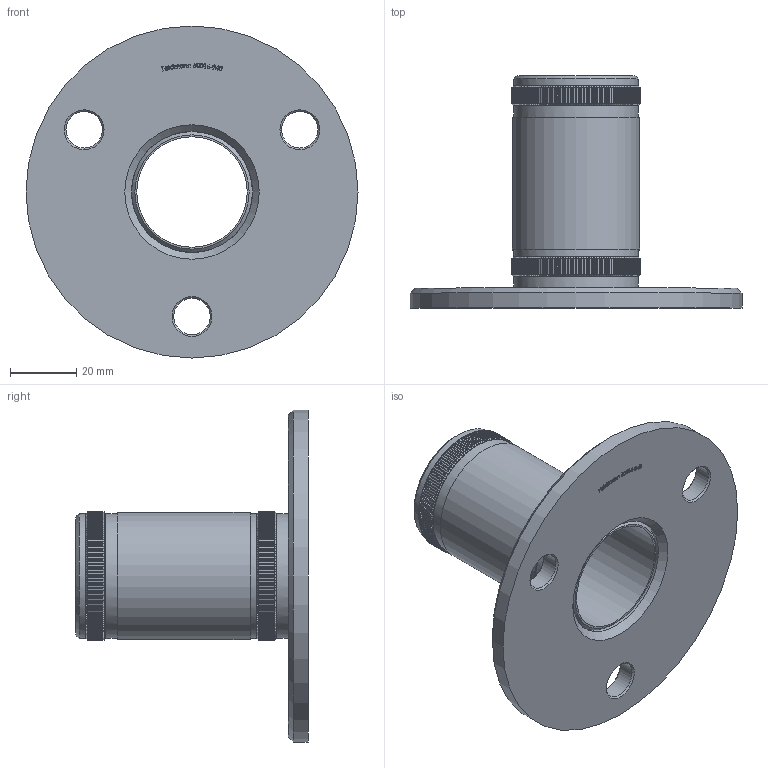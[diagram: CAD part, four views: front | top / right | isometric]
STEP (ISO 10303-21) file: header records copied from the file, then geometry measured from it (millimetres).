
FILE_DESCRIPTION (( 'STEP AP203' ), '1' );
FILE_NAME ('50016-240.step', '2019-10-17T06:39:07', ( '' ), ( '' ), 'SwSTEP 2.0', 'SolidWorks 2015', '' );
FILE_SCHEMA (( 'CONFIG_CONTROL_DESIGN' ));
Length unit declared in the file: millimetre
Products named in the file (5): 500XX-240 Konfig_50016-240 Teil1; 500XX-240 Teil2 Konfig_50016-240 Teil2 ; 500XX-240 Teil2 Konfig; 500XX-240 Konfig; 50016-240
Assembly tree (2 placements, depth 2):
  500XX-240 Teil2 Konfig
  500XX-240 Konfig
  50016-240
    500XX-240 Konfig_50016-240 Teil1
    500XX-240 Teil2 Konfig_50016-240 Teil2 
Bounding box: 100 x 70 x 100 mm (x, y, z)
Volume: 56515.6 mm3; surface area: 33009.6 mm2
Topology: 2 solids, 2 shells, 2644 faces, 7222 edges, 4610 vertices
Faces by surface type: plane 1324, cylinder 612, cone 610, bspline 98
Full cylindrical faces by diameter (mm): 11 x3, 33.3 x1, 36.4 x1, 36.5 x1, 37.5 x4, 38.3 x1, 100 x1
Entity records: 91419 total; most frequent: CARTESIAN_POINT 24574, ORIENTED_EDGE 14400, DIRECTION 13938, EDGE_CURVE 7200, AXIS2_PLACEMENT_3D 5582, VERTEX_POINT 4610, CIRCLE 3030, LINE 2774
